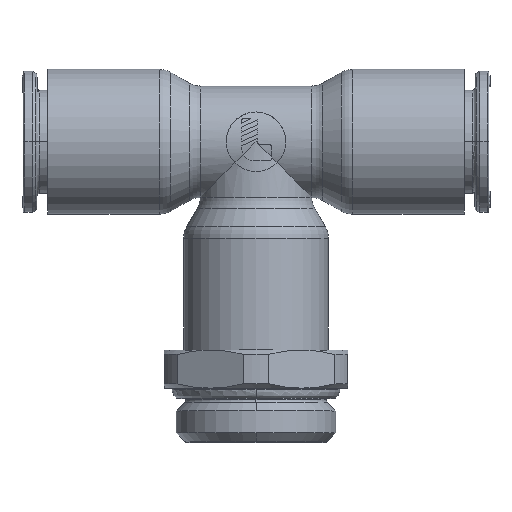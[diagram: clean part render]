
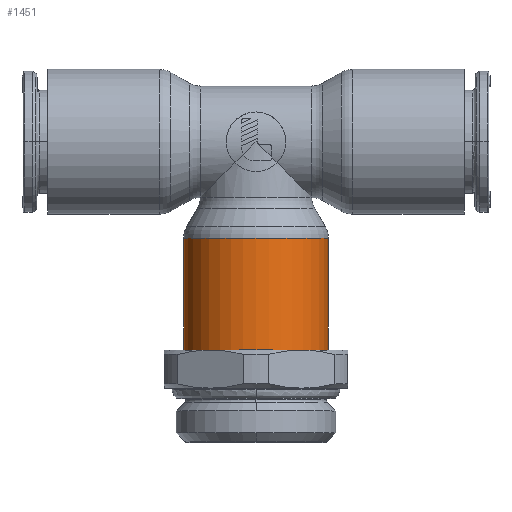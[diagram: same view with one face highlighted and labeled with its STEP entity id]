
A CAD part, top view. The second image highlights one B-rep face of the part: STEP entity #1451.
In plain terms, the highlighted cylindrical face has radius 9.49 mm (diameter 18.98 mm), a partial arc.
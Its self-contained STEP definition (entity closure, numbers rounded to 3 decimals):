
#1451=ADVANCED_FACE('',(#4041),#4042,.T.);
#4041=FACE_OUTER_BOUND('',#13976,.T.);
#4042=CYLINDRICAL_SURFACE('',#13977,9.49);
#13976=EDGE_LOOP('',(#23150,#23151,#23152,#23153));
#13977=AXIS2_PLACEMENT_3D('',#23154,#23155,#23156);
#23150=ORIENTED_EDGE('',*,*,#28309,.T.);
#23151=ORIENTED_EDGE('',*,*,#28310,.F.);
#23152=ORIENTED_EDGE('',*,*,#28311,.F.);
#23153=ORIENTED_EDGE('',*,*,#28312,.T.);
#23154=CARTESIAN_POINT('',(0.0,1.365,0.0));
#23155=DIRECTION('',(0.0,1.0,-0.0));
#23156=DIRECTION('',(-1.0,0.0,0.0));
#28309=EDGE_CURVE('',#33652,#33653,#33657,.T.);
#28310=EDGE_CURVE('',#33658,#33653,#33659,.T.);
#28311=EDGE_CURVE('',#33660,#33658,#33661,.T.);
#28312=EDGE_CURVE('',#33660,#33652,#33662,.T.);
#33652=VERTEX_POINT('',#45924);
#33653=VERTEX_POINT('',#45925);
#33657=CIRCLE('',#45929,9.49);
#33658=VERTEX_POINT('',#45930);
#33659=LINE('',#45931,#45932);
#33660=VERTEX_POINT('',#45933);
#33661=CIRCLE('',#45934,9.49);
#33662=LINE('',#45935,#45936);
#45924=CARTESIAN_POINT('',(9.49,-12.654,0.0));
#45925=CARTESIAN_POINT('',(-9.49,-12.654,0.0));
#45929=AXIS2_PLACEMENT_3D('',#51764,#51765,#51766);
#45930=CARTESIAN_POINT('',(-9.49,-27.3,0.0));
#45931=CARTESIAN_POINT('',(-9.49,-27.3,0.0));
#45932=VECTOR('',#51767,14.646);
#45933=CARTESIAN_POINT('',(9.49,-27.3,0.0));
#45934=AXIS2_PLACEMENT_3D('',#51768,#51769,#51770);
#45935=CARTESIAN_POINT('',(9.49,-27.3,0.0));
#45936=VECTOR('',#51771,14.646);
#51764=CARTESIAN_POINT('',(0.0,-12.654,0.0));
#51765=DIRECTION('',(0.0,-1.0,0.0));
#51766=DIRECTION('',(1.0,0.0,0.0));
#51767=DIRECTION('',(0.0,1.0,0.0));
#51768=CARTESIAN_POINT('',(0.0,-27.3,0.0));
#51769=DIRECTION('',(0.0,-1.0,0.0));
#51770=DIRECTION('',(1.0,0.0,0.0));
#51771=DIRECTION('',(0.0,1.0,0.0));
